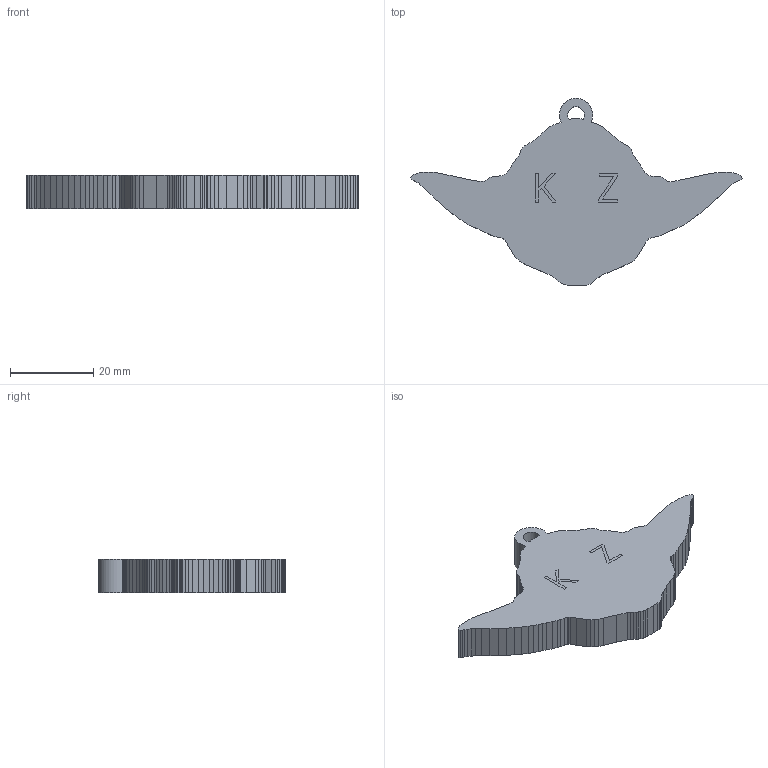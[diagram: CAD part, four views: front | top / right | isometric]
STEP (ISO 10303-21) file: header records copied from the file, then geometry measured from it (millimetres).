
FILE_DESCRIPTION(/* description */ ('STEP AP242','CAx-IF Rec.Pracs.---Representation and Presentation of Product Manufacturing Information (PMI)---4.0---2014-10-13','CAx-IF Rec.Pracs.---3D Tessellated Geometry---0.4---2014-09-14','2;1'),/* implementation_level */ '2;1');
FILE_NAME(/* name */ '6856bfeb5d9c833688a73b23',/* time_stamp */ '2025-06-21T14:21:32Z',/* author */ (''),/* organization */ (''),/* preprocessor_version */ 'ST-DEVELOPER v20',/* originating_system */ 'ONSHAPE BY PTC INC, 1.199',/* authorisation */ ' ');
FILE_SCHEMA (('AP242_MANAGED_MODEL_BASED_3D_ENGINEERING_MIM_LF { 1 0 10303 442 1 1 4 }'));
Length unit declared in the file: metre
Products named in the file (6): Assembly 1; Part 2; Part 1; Part 5; Part 3; Part 4
Assembly tree (5 placements, depth 2):
  Assembly 1
    Part 2
    Part 1
    Part 5
    Part 3
    Part 4
Bounding box: 79.86 x 45.02 x 8 mm (x, y, z)
Volume: 12014.6 mm3; surface area: 5917.3 mm2
Topology: 5 solids, 6 shells, 235 faces, 670 edges, 447 vertices
Faces by surface type: plane 232, cylinder 3
Full cylindrical faces by diameter (mm): 25.4 x1
Entity records: 7632 total; most frequent: CARTESIAN_POINT 1355, ORIENTED_EDGE 1336, DIRECTION 1156, EDGE_CURVE 668, LINE 662, VECTOR 662, VERTEX_POINT 446, AXIS2_PLACEMENT_3D 247
